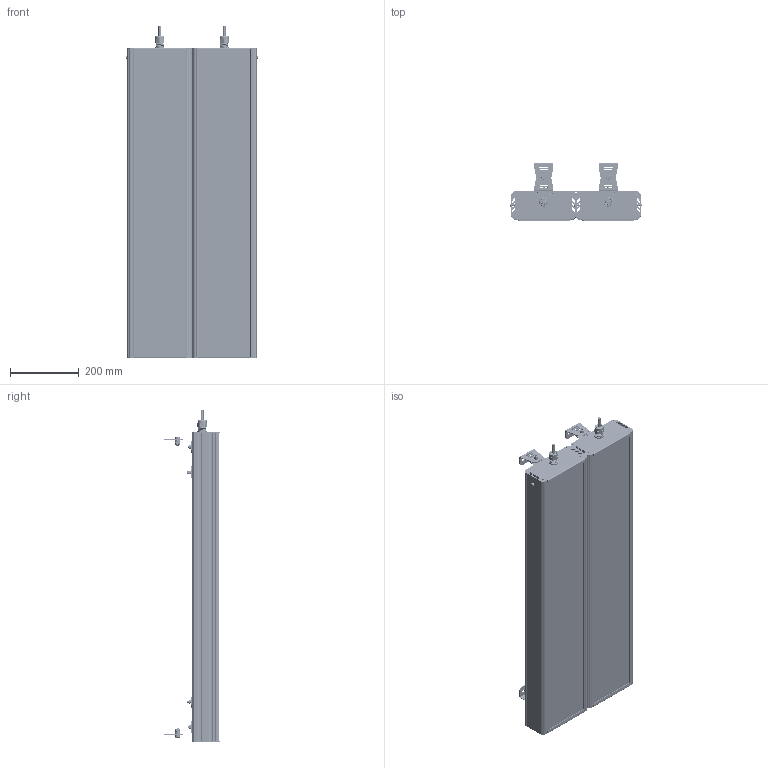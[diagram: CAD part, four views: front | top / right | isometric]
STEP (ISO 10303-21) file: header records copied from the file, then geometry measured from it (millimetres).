
FILE_DESCRIPTION(('STEP AP214'), '1');
FILE_NAME('001.0096.51.000 - ÃÑÏ-Ýêñòðà-Îïòèê-2Åõ-360(2Õ180)', '', ('UNSPECIFIED'), ('UNSPECIFIED'), 'C3D Converter', 'C3D Toolkit', '');
FILE_SCHEMA(('AUTOMOTIVE_DESIGN { 1 0 10303 214 3 1 1}'));
Length unit declared in the file: millimetre
Products named in the file (47): 001.0096.51.000; 001.0065.01.000; #4000; #4059; #4118; #4203
Assembly tree (98 placements, depth 4):
  001.0096.51.000
    (unnamed)  x2
      (unnamed)
      (unnamed)
      (unnamed)
      (unnamed)
      (unnamed)
      (unnamed)
      (unnamed)
      (unnamed)
      (unnamed)
      (unnamed)
      (unnamed)
      (unnamed)
        (unnamed)
        (unnamed)
        (unnamed)  x13
        (unnamed)
        (unnamed)
        (unnamed)
        (unnamed)
        (unnamed)
        (unnamed)
        (unnamed)
      (unnamed)
        (unnamed)
    001.0065.01.000  x4
      (unnamed)
      (unnamed)
      (unnamed)
      (unnamed)
      (unnamed)
      (unnamed)
      (unnamed)
      (unnamed)
      (unnamed)
    (unnamed)
    (unnamed)
    (unnamed)  x2
    (unnamed)  x2
      (unnamed)
      (unnamed)
      (unnamed)
      (unnamed)
      #4000
      #4059
      #4118
      #4203
Bounding box: 384.85 x 164.62 x 964 mm (x, y, z)
Volume: 6017719.6 mm3; surface area: 4486820.1 mm2
Topology: 1304 solids, 1304 shells, 17460 faces, 38976 edges, 25868 vertices
Faces by surface type: plane 12436, cylinder 3982, bspline 626, cone 366, sphere 36, torus 14
Full cylindrical faces by diameter (mm): 1 x36, 2 x72, 2.5 x144, 2.8 x900, 3.2 x36, 3.5 x216, 4 x28, 4.917 x8, 5 x8, 6 x20, 6.375 x4, 6.6 x8, 7 x8, 8 x32, 8.5 x16, 9 x468, 10 x4, 11 x8, 12 x4, 12.5 x2, 13 x2, 13.333 x4, 16 x10, 17 x2, 18 x2, 18.5 x2, 19 x2, 20 x2, 21.5 x2, 22 x4
Entity records: 113703 total; most frequent: CARTESIAN_POINT 52750, DIRECTION 9564, ORIENTED_EDGE 8040, EDGE_CURVE 4020, AXIS2_PLACEMENT_3D 3491, VERTEX_POINT 2774, LINE 2582, VECTOR 2582
